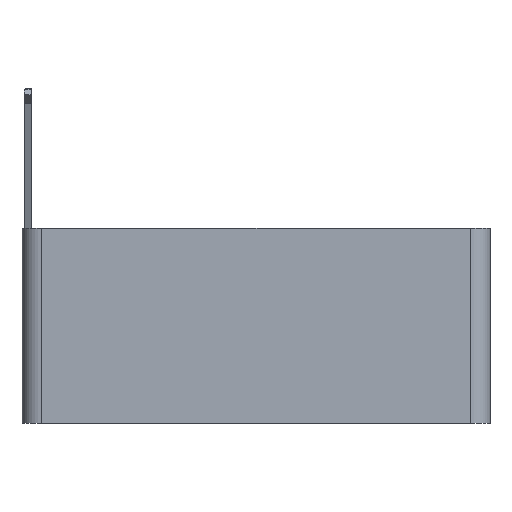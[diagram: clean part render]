
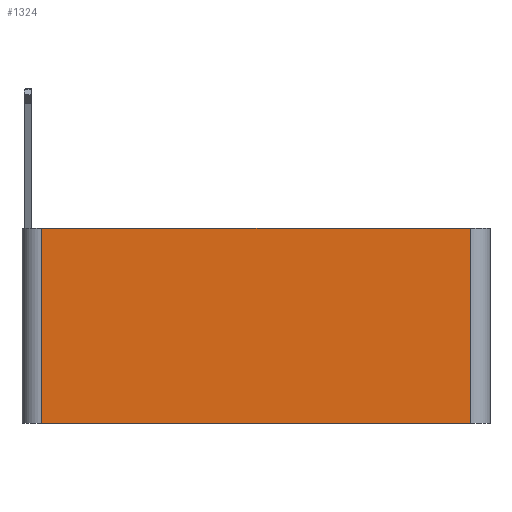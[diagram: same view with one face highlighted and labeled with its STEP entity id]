
A CAD part, left-side view. The second image highlights one B-rep face of the part: STEP entity #1324.
In plain terms, the highlighted planar face has unit normal (-1, 0, 0).
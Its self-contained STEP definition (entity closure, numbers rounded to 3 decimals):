
#603 = VERTEX_POINT('',#604);
#604 = CARTESIAN_POINT('',(-180.,115.,0.));
#611 = EDGE_CURVE('',#603,#612,#614,.T.);
#612 = VERTEX_POINT('',#613);
#613 = CARTESIAN_POINT('',(-180.,5.,0.));
#614 = LINE('',#615,#616);
#615 = CARTESIAN_POINT('',(-180.,115.,0.));
#616 = VECTOR('',#617,1.);
#617 = DIRECTION('',(0.,-1.,0.));
#644 = VERTEX_POINT('',#645);
#645 = CARTESIAN_POINT('',(-180.,115.,50.));
#652 = EDGE_CURVE('',#603,#644,#653,.T.);
#653 = LINE('',#654,#655);
#654 = CARTESIAN_POINT('',(-180.,115.,0.));
#655 = VECTOR('',#656,1.);
#656 = DIRECTION('',(0.,0.,1.));
#671 = EDGE_CURVE('',#644,#672,#674,.T.);
#672 = VERTEX_POINT('',#673);
#673 = CARTESIAN_POINT('',(-180.,5.,50.));
#674 = LINE('',#675,#676);
#675 = CARTESIAN_POINT('',(-180.,115.,50.));
#676 = VECTOR('',#677,1.);
#677 = DIRECTION('',(0.,-1.,0.));
#851 = EDGE_CURVE('',#612,#672,#852,.T.);
#852 = LINE('',#853,#854);
#853 = CARTESIAN_POINT('',(-180.,5.,0.));
#854 = VECTOR('',#855,1.);
#855 = DIRECTION('',(0.,0.,1.));
#1324 = ADVANCED_FACE('',(#1325),#1331,.F.);
#1325 = FACE_BOUND('',#1326,.F.);
#1326 = EDGE_LOOP('',(#1327,#1328,#1329,#1330));
#1327 = ORIENTED_EDGE('',*,*,#652,.T.);
#1328 = ORIENTED_EDGE('',*,*,#671,.T.);
#1329 = ORIENTED_EDGE('',*,*,#851,.F.);
#1330 = ORIENTED_EDGE('',*,*,#611,.F.);
#1331 = PLANE('',#1332);
#1332 = AXIS2_PLACEMENT_3D('',#1333,#1334,#1335);
#1333 = CARTESIAN_POINT('',(-180.,115.,0.));
#1334 = DIRECTION('',(1.,0.,0.));
#1335 = DIRECTION('',(0.,-1.,0.));
